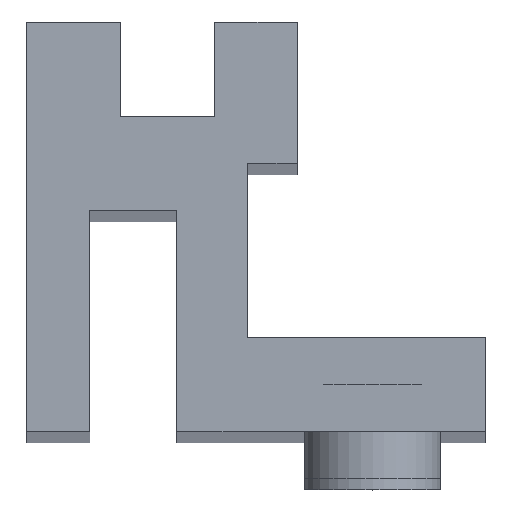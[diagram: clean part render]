
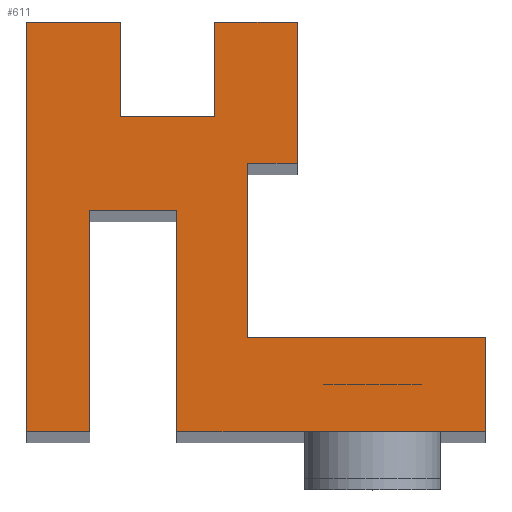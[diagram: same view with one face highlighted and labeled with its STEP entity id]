
A CAD part, top view. The second image highlights one B-rep face of the part: STEP entity #611.
In plain terms, the highlighted planar face has unit normal (0, 0, 1).
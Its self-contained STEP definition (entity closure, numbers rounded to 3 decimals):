
#29=LINE($,#908,#93);
#33=LINE($,#916,#97);
#36=LINE($,#922,#100);
#39=LINE($,#928,#103);
#42=LINE($,#934,#106);
#45=LINE($,#940,#109);
#48=LINE($,#946,#112);
#60=LINE($,#971,#124);
#63=LINE($,#976,#127);
#65=LINE($,#980,#129);
#67=LINE($,#984,#131);
#69=LINE($,#988,#133);
#71=LINE($,#992,#135);
#73=LINE($,#996,#137);
#75=LINE($,#999,#139);
#76=LINE($,#1001,#140);
#93=VECTOR($,#750,2.);
#97=VECTOR($,#756,6.555);
#100=VECTOR($,#761,4.7);
#103=VECTOR($,#766,1.85);
#106=VECTOR($,#771,4.7);
#109=VECTOR($,#776,1.345);
#112=VECTOR($,#781,8.7);
#124=VECTOR($,#797,3.7);
#127=VECTOR($,#802,1.05);
#129=VECTOR($,#806,3.);
#131=VECTOR($,#810,1.75);
#133=VECTOR($,#814,1.997);
#135=VECTOR($,#818,2.);
#137=VECTOR($,#822,1.997);
#139=VECTOR($,#826,2.);
#140=VECTOR($,#829,5.05);
#193=FACE_OUTER_BOUND($,#235,.T.);
#235=EDGE_LOOP($,(#526,#527,#528,#529,#530,#531,#532,#533,#534,#535,#536,
#537,#538,#539,#540,#541));
#281=VERTEX_POINT($,#906);
#282=VERTEX_POINT($,#907);
#285=VERTEX_POINT($,#915);
#287=VERTEX_POINT($,#921);
#289=VERTEX_POINT($,#927);
#291=VERTEX_POINT($,#933);
#293=VERTEX_POINT($,#939);
#295=VERTEX_POINT($,#945);
#305=VERTEX_POINT($,#969);
#306=VERTEX_POINT($,#970);
#307=VERTEX_POINT($,#975);
#308=VERTEX_POINT($,#979);
#309=VERTEX_POINT($,#983);
#310=VERTEX_POINT($,#987);
#311=VERTEX_POINT($,#991);
#312=VERTEX_POINT($,#995);
#345=EDGE_CURVE($,#281,#282,#29,.T.);
#349=EDGE_CURVE($,#282,#285,#33,.T.);
#352=EDGE_CURVE($,#285,#287,#36,.T.);
#355=EDGE_CURVE($,#287,#289,#39,.T.);
#358=EDGE_CURVE($,#289,#291,#42,.T.);
#361=EDGE_CURVE($,#291,#293,#45,.T.);
#364=EDGE_CURVE($,#293,#295,#48,.T.);
#376=EDGE_CURVE($,#305,#306,#60,.T.);
#379=EDGE_CURVE($,#305,#307,#63,.T.);
#381=EDGE_CURVE($,#307,#308,#65,.T.);
#383=EDGE_CURVE($,#309,#308,#67,.T.);
#385=EDGE_CURVE($,#310,#309,#69,.T.);
#387=EDGE_CURVE($,#311,#310,#71,.T.);
#389=EDGE_CURVE($,#312,#311,#73,.T.);
#391=EDGE_CURVE($,#295,#312,#75,.T.);
#392=EDGE_CURVE($,#306,#281,#76,.T.);
#526=ORIENTED_EDGE($,*,*,#391,.F.);
#527=ORIENTED_EDGE($,*,*,#364,.F.);
#528=ORIENTED_EDGE($,*,*,#361,.F.);
#529=ORIENTED_EDGE($,*,*,#358,.F.);
#530=ORIENTED_EDGE($,*,*,#355,.F.);
#531=ORIENTED_EDGE($,*,*,#352,.F.);
#532=ORIENTED_EDGE($,*,*,#349,.F.);
#533=ORIENTED_EDGE($,*,*,#345,.F.);
#534=ORIENTED_EDGE($,*,*,#392,.F.);
#535=ORIENTED_EDGE($,*,*,#376,.F.);
#536=ORIENTED_EDGE($,*,*,#379,.T.);
#537=ORIENTED_EDGE($,*,*,#381,.T.);
#538=ORIENTED_EDGE($,*,*,#383,.F.);
#539=ORIENTED_EDGE($,*,*,#385,.F.);
#540=ORIENTED_EDGE($,*,*,#387,.F.);
#541=ORIENTED_EDGE($,*,*,#389,.F.);
#577=PLANE($,#664);
#611=ADVANCED_FACE($,(#193),#577,.T.);
#664=AXIS2_PLACEMENT_3D($,#1000,#827,#828);
#750=DIRECTION($,(0.,-1.,0.));
#756=DIRECTION($,(-1.,0.,0.));
#761=DIRECTION($,(0.,1.,0.));
#766=DIRECTION($,(-1.,0.,0.));
#771=DIRECTION($,(0.,-1.,0.));
#776=DIRECTION($,(-1.,0.,0.));
#781=DIRECTION($,(0.,1.,0.));
#797=DIRECTION($,(0.,-1.,0.));
#802=DIRECTION($,(1.,0.,0.));
#806=DIRECTION($,(0.,1.,0.));
#810=DIRECTION($,(1.,0.,0.));
#814=DIRECTION($,(0.,1.,0.));
#818=DIRECTION($,(1.,0.,0.));
#822=DIRECTION($,(0.,-1.,0.));
#826=DIRECTION($,(1.,0.,0.));
#827=DIRECTION('center_axis',(0.,0.,1.));
#828=DIRECTION('ref_axis',(1.,0.,0.));
#829=DIRECTION($,(1.,0.,0.));
#906=CARTESIAN_POINT('',(22.48,-2.887,2.508));
#907=CARTESIAN_POINT('',(22.48,-4.887,2.508));
#908=CARTESIAN_POINT($,(22.48,-2.887,2.508));
#915=CARTESIAN_POINT('',(15.925,-4.887,2.508));
#916=CARTESIAN_POINT($,(22.48,-4.887,2.508));
#921=CARTESIAN_POINT('',(15.925,-0.187,2.508));
#922=CARTESIAN_POINT($,(15.925,-4.887,2.508));
#927=CARTESIAN_POINT('',(14.075,-0.187,2.508));
#928=CARTESIAN_POINT($,(15.925,-0.187,2.508));
#933=CARTESIAN_POINT('',(14.075,-4.887,2.508));
#934=CARTESIAN_POINT($,(14.075,-0.187,2.508));
#939=CARTESIAN_POINT('',(12.73,-4.887,2.508));
#940=CARTESIAN_POINT($,(14.075,-4.887,2.508));
#945=CARTESIAN_POINT('',(12.73,3.813,2.508));
#946=CARTESIAN_POINT($,(12.73,-4.887,2.508));
#969=CARTESIAN_POINT('',(17.43,0.813,2.508));
#970=CARTESIAN_POINT('',(17.43,-2.887,2.508));
#971=CARTESIAN_POINT($,(17.43,0.813,2.508));
#975=CARTESIAN_POINT('',(18.48,0.813,2.508));
#976=CARTESIAN_POINT($,(17.43,0.813,2.508));
#979=CARTESIAN_POINT('',(18.48,3.813,2.508));
#980=CARTESIAN_POINT($,(18.48,0.813,2.508));
#983=CARTESIAN_POINT('',(16.73,3.813,2.508));
#984=CARTESIAN_POINT($,(16.73,3.813,2.508));
#987=CARTESIAN_POINT('',(16.73,1.816,2.508));
#988=CARTESIAN_POINT($,(16.73,1.816,2.508));
#991=CARTESIAN_POINT('',(14.73,1.816,2.508));
#992=CARTESIAN_POINT($,(14.73,1.816,2.508));
#995=CARTESIAN_POINT('',(14.73,3.813,2.508));
#996=CARTESIAN_POINT($,(14.73,3.813,2.508));
#999=CARTESIAN_POINT($,(12.73,3.813,2.508));
#1000=CARTESIAN_POINT('Origin',(17.605,-5.322,2.508));
#1001=CARTESIAN_POINT($,(17.43,-2.887,2.508));
